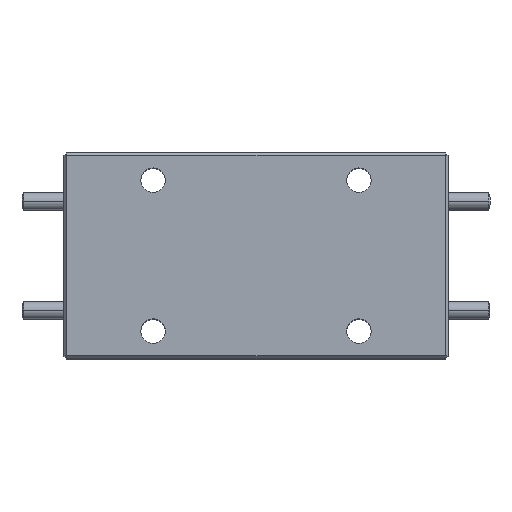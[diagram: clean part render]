
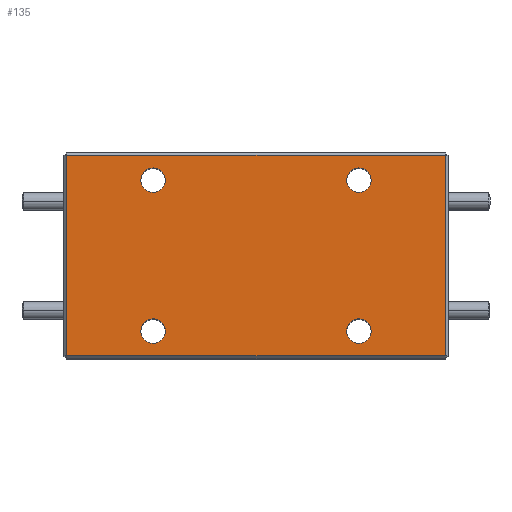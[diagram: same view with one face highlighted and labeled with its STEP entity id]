
A CAD part, top view. The second image highlights one B-rep face of the part: STEP entity #135.
In plain terms, the highlighted planar face has unit normal (0, 0, 1).
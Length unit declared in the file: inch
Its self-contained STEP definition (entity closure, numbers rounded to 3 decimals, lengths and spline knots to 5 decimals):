
#1 = EDGE_CURVE ( 'NONE', #10634, #2151, #10943, .T. ) ;
#100 = CIRCLE ( 'NONE', #11199, 0.0445 ) ;
#135 = ADVANCED_FACE ( 'NONE', ( #27542, #29792, #9446, #9156, #9302 ), #7026, .F. ) ;
#479 = CARTESIAN_POINT ( 'NONE',  ( 1.02219, 0.61082, 1.94375 ) ) ;
#514 = CIRCLE ( 'NONE', #4392, 0.0445 ) ;
#654 = DIRECTION ( 'NONE',  ( 0., 0., 1. ) ) ;
#736 = ORIENTED_EDGE ( 'NONE', *, *, #9811, .F. ) ;
#909 = CARTESIAN_POINT ( 'NONE',  ( 1.06669, 1.16082, 1.94375 ) ) ;
#1048 = DIRECTION ( 'NONE',  ( 1., 0., 0. ) ) ;
#1310 = CARTESIAN_POINT ( 'NONE',  ( 0.27219, 1.16082, 1.94375 ) ) ;
#1426 = EDGE_CURVE ( 'NONE', #2151, #10455, #7987, .T. ) ;
#1712 = EDGE_LOOP ( 'NONE', ( #736, #13983 ) ) ;
#2151 = VERTEX_POINT ( 'NONE', #11872 ) ;
#2215 = VECTOR ( 'NONE', #12657, 39.37008 ) ;
#2788 = CARTESIAN_POINT ( 'NONE',  ( 0.31669, 1.16082, 1.94375 ) ) ;
#2904 = EDGE_CURVE ( 'NONE', #3308, #22224, #100, .T. ) ;
#2928 = DIRECTION ( 'NONE',  ( 1., 0., 0. ) ) ;
#3048 = DIRECTION ( 'NONE',  ( 0., 0., 1. ) ) ;
#3308 = VERTEX_POINT ( 'NONE', #19320 ) ;
#3569 = CARTESIAN_POINT ( 'NONE',  ( 0.00169, 1.26082, 1.94375 ) ) ;
#3689 = EDGE_CURVE ( 'NONE', #28072, #25704, #4023, .T. ) ;
#3979 = ORIENTED_EDGE ( 'NONE', *, *, #3689, .F. ) ;
#4023 = CIRCLE ( 'NONE', #5942, 0.0445 ) ;
#4276 = DIRECTION ( 'NONE',  ( 0., 0., 1. ) ) ;
#4347 = AXIS2_PLACEMENT_3D ( 'NONE', #14022, #9796, #25643 ) ;
#4392 = AXIS2_PLACEMENT_3D ( 'NONE', #2788, #654, #2928 ) ;
#4703 = CIRCLE ( 'NONE', #26830, 0.0445 ) ;
#5289 = CIRCLE ( 'NONE', #27930, 0.0445 ) ;
#5314 = CARTESIAN_POINT ( 'NONE',  ( 1.06669, 1.16082, 1.94375 ) ) ;
#5452 = CARTESIAN_POINT ( 'NONE',  ( 0.36119, 1.16082, 1.94375 ) ) ;
#5858 = CARTESIAN_POINT ( 'NONE',  ( 1.11119, 0.61082, 1.94375 ) ) ;
#5942 = AXIS2_PLACEMENT_3D ( 'NONE', #909, #17033, #23405 ) ;
#6692 = DIRECTION ( 'NONE',  ( -1., 0., 0. ) ) ;
#7026 = PLANE ( 'NONE',  #29255 ) ;
#7607 = AXIS2_PLACEMENT_3D ( 'NONE', #27498, #4276, #13464 ) ;
#7957 = EDGE_CURVE ( 'NONE', #14912, #10634, #20247, .T. ) ;
#7987 = LINE ( 'NONE', #14936, #18340 ) ;
#8499 = ORIENTED_EDGE ( 'NONE', *, *, #18287, .F. ) ;
#8542 = ORIENTED_EDGE ( 'NONE', *, *, #1, .T. ) ;
#8832 = DIRECTION ( 'NONE',  ( 0., 0., 1. ) ) ;
#9156 = FACE_BOUND ( 'NONE', #29697, .T. ) ;
#9302 = FACE_BOUND ( 'NONE', #15789, .T. ) ;
#9446 = FACE_OUTER_BOUND ( 'NONE', #15752, .T. ) ;
#9603 = CARTESIAN_POINT ( 'NONE',  ( 1.02219, 1.16082, 1.94375 ) ) ;
#9667 = VERTEX_POINT ( 'NONE', #5452 ) ;
#9688 = EDGE_CURVE ( 'NONE', #25704, #28072, #5289, .T. ) ;
#9796 = DIRECTION ( 'NONE',  ( 0., 0., 1. ) ) ;
#9811 = EDGE_CURVE ( 'NONE', #9667, #14188, #27948, .T. ) ;
#10455 = VERTEX_POINT ( 'NONE', #10492 ) ;
#10492 = CARTESIAN_POINT ( 'NONE',  ( 1.38169, 0.52082, 1.94375 ) ) ;
#10501 = DIRECTION ( 'NONE',  ( 0., -1., 0. ) ) ;
#10560 = DIRECTION ( 'NONE',  ( 1., 0., 0. ) ) ;
#10634 = VERTEX_POINT ( 'NONE', #11984 ) ;
#10701 = EDGE_CURVE ( 'NONE', #14188, #9667, #514, .T. ) ;
#10943 = LINE ( 'NONE', #3569, #23986 ) ;
#11135 = VERTEX_POINT ( 'NONE', #479 ) ;
#11199 = AXIS2_PLACEMENT_3D ( 'NONE', #19879, #21570, #1048 ) ;
#11872 = CARTESIAN_POINT ( 'NONE',  ( 0.00169, 0.52082, 1.94375 ) ) ;
#11984 = CARTESIAN_POINT ( 'NONE',  ( 0.00169, 1.25082, 1.94375 ) ) ;
#12652 = VERTEX_POINT ( 'NONE', #5858 ) ;
#12657 = DIRECTION ( 'NONE',  ( 0., 1., 0. ) ) ;
#13464 = DIRECTION ( 'NONE',  ( 1., 0., 0. ) ) ;
#13510 = DIRECTION ( 'NONE',  ( 0., 0., -1. ) ) ;
#13654 = ORIENTED_EDGE ( 'NONE', *, *, #2904, .F. ) ;
#13983 = ORIENTED_EDGE ( 'NONE', *, *, #10701, .F. ) ;
#14022 = CARTESIAN_POINT ( 'NONE',  ( 0.31669, 1.16082, 1.94375 ) ) ;
#14188 = VERTEX_POINT ( 'NONE', #1310 ) ;
#14912 = VERTEX_POINT ( 'NONE', #19863 ) ;
#14936 = CARTESIAN_POINT ( 'NONE',  ( -0.00831, 0.52082, 1.94375 ) ) ;
#15310 = CIRCLE ( 'NONE', #25436, 0.0445 ) ;
#15599 = DIRECTION ( 'NONE',  ( 1., 0., 0. ) ) ;
#15752 = EDGE_LOOP ( 'NONE', ( #8542, #20639, #23750, #17455 ) ) ;
#15789 = EDGE_LOOP ( 'NONE', ( #20675, #8499 ) ) ;
#16220 = CARTESIAN_POINT ( 'NONE',  ( -0.00831, 1.26082, 1.94375 ) ) ;
#16230 = CARTESIAN_POINT ( 'NONE',  ( 1.11119, 1.16082, 1.94375 ) ) ;
#17033 = DIRECTION ( 'NONE',  ( 0., 0., 1. ) ) ;
#17290 = VECTOR ( 'NONE', #6692, 39.37008 ) ;
#17455 = ORIENTED_EDGE ( 'NONE', *, *, #7957, .T. ) ;
#17636 = EDGE_CURVE ( 'NONE', #22224, #3308, #4703, .T. ) ;
#18287 = EDGE_CURVE ( 'NONE', #11135, #12652, #26396, .T. ) ;
#18340 = VECTOR ( 'NONE', #10560, 39.37008 ) ;
#18484 = CARTESIAN_POINT ( 'NONE',  ( 1.06669, 0.61082, 1.94375 ) ) ;
#19320 = CARTESIAN_POINT ( 'NONE',  ( 0.27219, 0.61082, 1.94375 ) ) ;
#19382 = CARTESIAN_POINT ( 'NONE',  ( 0.31669, 0.61082, 1.94375 ) ) ;
#19384 = ORIENTED_EDGE ( 'NONE', *, *, #9688, .F. ) ;
#19735 = CARTESIAN_POINT ( 'NONE',  ( 1.38169, 1.26082, 1.94375 ) ) ;
#19863 = CARTESIAN_POINT ( 'NONE',  ( 1.38169, 1.25082, 1.94375 ) ) ;
#19879 = CARTESIAN_POINT ( 'NONE',  ( 0.31669, 0.61082, 1.94375 ) ) ;
#20247 = LINE ( 'NONE', #27362, #17290 ) ;
#20639 = ORIENTED_EDGE ( 'NONE', *, *, #1426, .T. ) ;
#20675 = ORIENTED_EDGE ( 'NONE', *, *, #24211, .F. ) ;
#20884 = DIRECTION ( 'NONE',  ( -1., 0., 0. ) ) ;
#21031 = CARTESIAN_POINT ( 'NONE',  ( 0.36119, 0.61082, 1.94375 ) ) ;
#21570 = DIRECTION ( 'NONE',  ( 0., 0., 1. ) ) ;
#21601 = DIRECTION ( 'NONE',  ( 1., 0., 0. ) ) ;
#21814 = EDGE_LOOP ( 'NONE', ( #19384, #3979 ) ) ;
#22224 = VERTEX_POINT ( 'NONE', #21031 ) ;
#22320 = LINE ( 'NONE', #19735, #2215 ) ;
#22860 = EDGE_CURVE ( 'NONE', #10455, #14912, #22320, .T. ) ;
#23405 = DIRECTION ( 'NONE',  ( 1., 0., 0. ) ) ;
#23750 = ORIENTED_EDGE ( 'NONE', *, *, #22860, .T. ) ;
#23986 = VECTOR ( 'NONE', #10501, 39.37008 ) ;
#24211 = EDGE_CURVE ( 'NONE', #12652, #11135, #15310, .T. ) ;
#25436 = AXIS2_PLACEMENT_3D ( 'NONE', #18484, #8832, #15599 ) ;
#25643 = DIRECTION ( 'NONE',  ( 1., 0., 0. ) ) ;
#25704 = VERTEX_POINT ( 'NONE', #16230 ) ;
#26186 = DIRECTION ( 'NONE',  ( 0., 0., 1. ) ) ;
#26396 = CIRCLE ( 'NONE', #7607, 0.0445 ) ;
#26488 = DIRECTION ( 'NONE',  ( 1., 0., 0. ) ) ;
#26830 = AXIS2_PLACEMENT_3D ( 'NONE', #19382, #26186, #26488 ) ;
#27362 = CARTESIAN_POINT ( 'NONE',  ( -0.00831, 1.25082, 1.94375 ) ) ;
#27498 = CARTESIAN_POINT ( 'NONE',  ( 1.06669, 0.61082, 1.94375 ) ) ;
#27542 = FACE_BOUND ( 'NONE', #1712, .T. ) ;
#27930 = AXIS2_PLACEMENT_3D ( 'NONE', #5314, #3048, #21601 ) ;
#27948 = CIRCLE ( 'NONE', #4347, 0.0445 ) ;
#28072 = VERTEX_POINT ( 'NONE', #9603 ) ;
#29255 = AXIS2_PLACEMENT_3D ( 'NONE', #16220, #13510, #20884 ) ;
#29651 = ORIENTED_EDGE ( 'NONE', *, *, #17636, .F. ) ;
#29697 = EDGE_LOOP ( 'NONE', ( #29651, #13654 ) ) ;
#29792 = FACE_BOUND ( 'NONE', #21814, .T. ) ;
